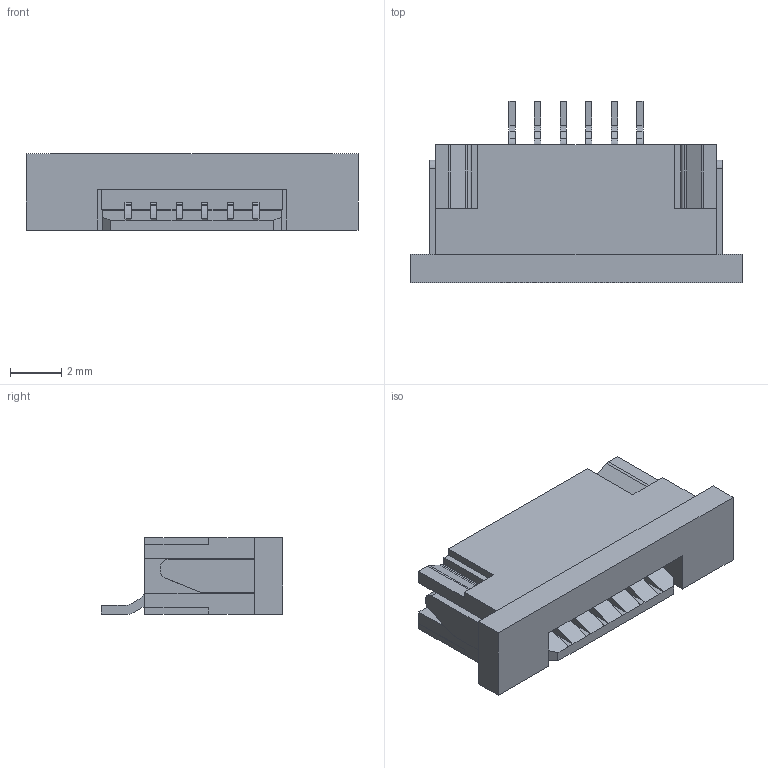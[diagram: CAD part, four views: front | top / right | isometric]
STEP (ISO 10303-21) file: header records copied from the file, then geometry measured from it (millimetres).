
FILE_DESCRIPTION(('STEP AP242'),'1');
FILE_NAME('68610614422.stp','2022-04-01T03:46:24',('TraceParts'),('TraceParts S.A.'),'Spatial InterOp 3D',' ',' ');
FILE_SCHEMA(('AP242_MANAGED_MODEL_BASED_3D_ENGINEERING_MIM_LF {1 0 10303 442 1 1 4}'));
Length unit declared in the file: millimetre
Products named in the file (1): 68610614422_1
Bounding box: 13 x 7.1 x 3.01 mm (x, y, z)
Volume: 148.6 mm3; surface area: 639.6 mm2
Topology: 10 solids, 10 shells, 459 faces, 1331 edges, 876 vertices
Faces by surface type: plane 287, cylinder 172
Entity records: 15279 total; most frequent: CARTESIAN_POINT 2676, ORIENTED_EDGE 2662, DIRECTION 2615, EDGE_CURVE 1331, LINE 985, VECTOR 985, VERTEX_POINT 876, AXIS2_PLACEMENT_3D 815
